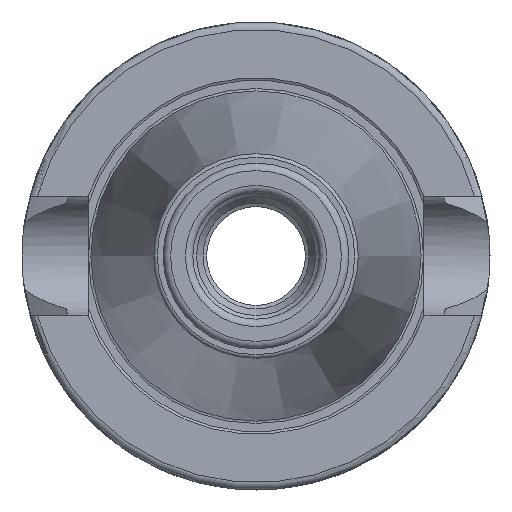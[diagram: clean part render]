
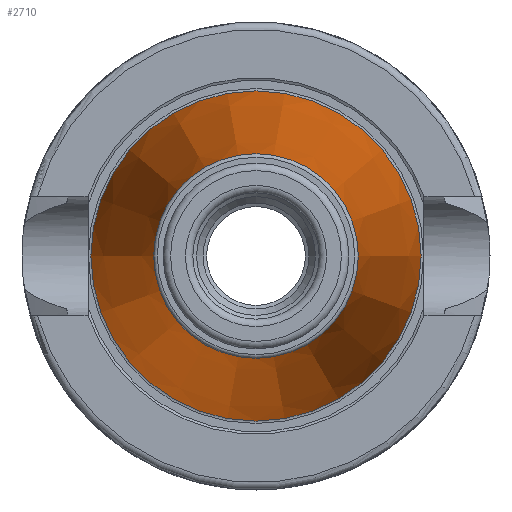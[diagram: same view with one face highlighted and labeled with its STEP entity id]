
A CAD part, left-side view. The second image highlights one B-rep face of the part: STEP entity #2710.
In plain terms, the highlighted conical face has half-angle 8.297 degrees and reference radius 17.998 mm.
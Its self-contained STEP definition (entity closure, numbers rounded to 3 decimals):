
#2676=CARTESIAN_POINT('',(-57.972,13.771,0.0));
#2677=VERTEX_POINT('',#2676);
#2678=CARTESIAN_POINT('',(-57.972,0.0,0.0));
#2679=DIRECTION('',(1.0,0.0,0.0));
#2680=DIRECTION('',(0.0,1.0,0.0));
#2681=AXIS2_PLACEMENT_3D('',#2678,#2679,#2680);
#2682=CIRCLE('',#2681,13.771);
#2683=EDGE_CURVE('',#2677,#2677,#2682,.T.);
#2691=CARTESIAN_POINT('',(-28.986,0.0,0.0));
#2692=DIRECTION('',(1.0,0.0,0.0));
#2693=DIRECTION('',(0.0,1.0,0.0));
#2694=AXIS2_PLACEMENT_3D('',#2691,#2692,#2693);
#2695=CONICAL_SURFACE('',#2694,17.998,8.297);
#2696=CARTESIAN_POINT('',(0.,22.225,0.0));
#2697=VERTEX_POINT('',#2696);
#2698=CARTESIAN_POINT('',(0.,0.0,0.0));
#2699=DIRECTION('',(1.0,0.0,0.0));
#2700=DIRECTION('',(0.0,1.0,0.0));
#2701=AXIS2_PLACEMENT_3D('',#2698,#2699,#2700);
#2702=CIRCLE('',#2701,22.225);
#2703=EDGE_CURVE('',#2697,#2697,#2702,.T.);
#2704=ORIENTED_EDGE('',*,*,#2703,.F.);
#2705=EDGE_LOOP('',(#2704));
#2706=FACE_OUTER_BOUND('',#2705,.T.);
#2707=ORIENTED_EDGE('',*,*,#2683,.T.);
#2708=EDGE_LOOP('',(#2707));
#2709=FACE_BOUND('',#2708,.T.);
#2710=ADVANCED_FACE('',(#2706,#2709),#2695,.T.);
